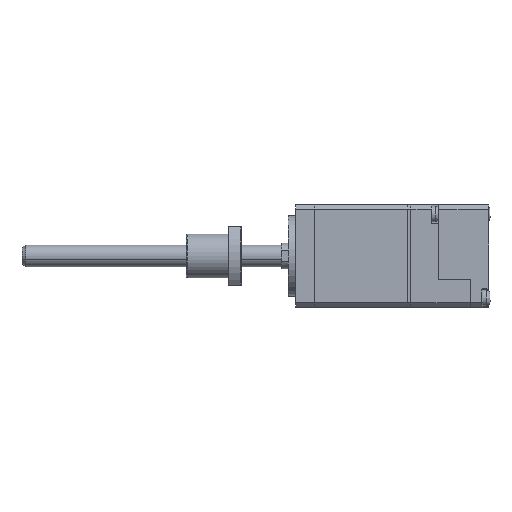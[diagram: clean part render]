
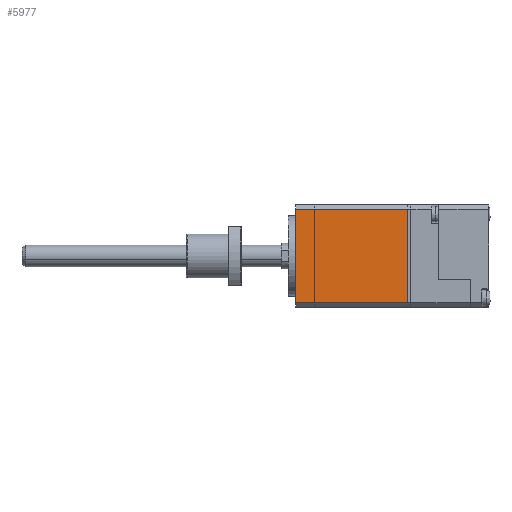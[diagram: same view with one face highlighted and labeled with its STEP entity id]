
A CAD part, left-side view. The second image highlights one B-rep face of the part: STEP entity #5977.
In plain terms, the highlighted planar face has unit normal (-1, 0, 0).
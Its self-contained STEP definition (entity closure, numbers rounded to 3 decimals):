
#1249 = VERTEX_POINT ( 'NONE', #6280 ) ;
#1419 = CARTESIAN_POINT ( 'NONE',  ( -26.711, -0.974, 32.445 ) ) ;
#1867 = EDGE_CURVE ( 'NONE', #1249, #8529, #1887, .T. ) ;
#1887 = LINE ( 'NONE', #7283, #2156 ) ;
#2156 = VECTOR ( 'NONE', #2753, 1000. ) ;
#2186 = CARTESIAN_POINT ( 'NONE',  ( -26.711, -0.974, 32.445 ) ) ;
#2337 = EDGE_CURVE ( 'NONE', #7242, #9432, #6688, .T. ) ;
#2366 = AXIS2_PLACEMENT_3D ( 'NONE', #4490, #6747, #6016 ) ;
#2753 = DIRECTION ( 'NONE',  ( 0., 0., -1. ) ) ;
#3441 = EDGE_LOOP ( 'NONE', ( #5691, #8021, #4179, #5307 ) ) ;
#3825 = EDGE_CURVE ( 'NONE', #7242, #1249, #4019, .T. ) ;
#4019 = LINE ( 'NONE', #5959, #8086 ) ;
#4179 = ORIENTED_EDGE ( 'NONE', *, *, #2337, .T. ) ;
#4490 = CARTESIAN_POINT ( 'NONE',  ( -26.711, -0.974, 32.445 ) ) ;
#4882 = VECTOR ( 'NONE', #5206, 1000. ) ;
#4931 = EDGE_CURVE ( 'NONE', #9432, #8529, #7808, .T. ) ;
#5148 = DIRECTION ( 'NONE',  ( 0., -1., 0. ) ) ;
#5206 = DIRECTION ( 'NONE',  ( 0., 0., -1. ) ) ;
#5250 = PLANE ( 'NONE',  #2366 ) ;
#5307 = ORIENTED_EDGE ( 'NONE', *, *, #4931, .T. ) ;
#5691 = ORIENTED_EDGE ( 'NONE', *, *, #1867, .F. ) ;
#5797 = VECTOR ( 'NONE', #5148, 1000. ) ;
#5949 = FACE_OUTER_BOUND ( 'NONE', #3441, .T. ) ;
#5959 = CARTESIAN_POINT ( 'NONE',  ( -26.711, -0.974, 32.445 ) ) ;
#5977 = ADVANCED_FACE ( 'NONE', ( #5949 ), #5250, .T. ) ;
#6016 = DIRECTION ( 'NONE',  ( 0., 0., -1. ) ) ;
#6280 = CARTESIAN_POINT ( 'NONE',  ( -26.711, -31.654, 32.445 ) ) ;
#6365 = CARTESIAN_POINT ( 'NONE',  ( -26.711, -31.654, 6.755 ) ) ;
#6688 = LINE ( 'NONE', #1419, #4882 ) ;
#6747 = DIRECTION ( 'NONE',  ( -1., 0., 0. ) ) ;
#7242 = VERTEX_POINT ( 'NONE', #2186 ) ;
#7283 = CARTESIAN_POINT ( 'NONE',  ( -26.711, -31.654, 32.445 ) ) ;
#7808 = LINE ( 'NONE', #8925, #5797 ) ;
#8021 = ORIENTED_EDGE ( 'NONE', *, *, #3825, .F. ) ;
#8086 = VECTOR ( 'NONE', #8287, 1000. ) ;
#8287 = DIRECTION ( 'NONE',  ( 0., -1., 0. ) ) ;
#8529 = VERTEX_POINT ( 'NONE', #6365 ) ;
#8925 = CARTESIAN_POINT ( 'NONE',  ( -26.711, -0.974, 6.755 ) ) ;
#9432 = VERTEX_POINT ( 'NONE', #9773 ) ;
#9773 = CARTESIAN_POINT ( 'NONE',  ( -26.711, -0.974, 6.755 ) ) ;
